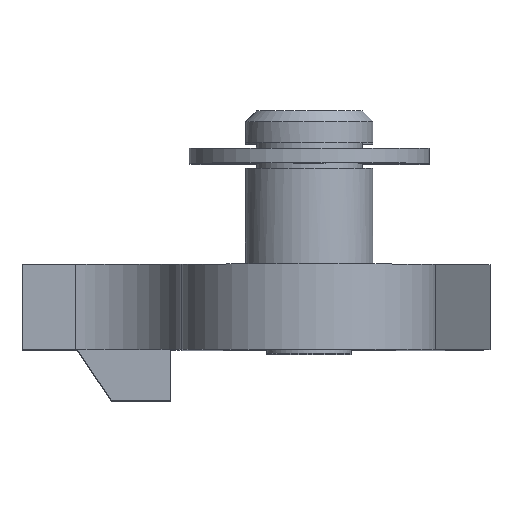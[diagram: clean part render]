
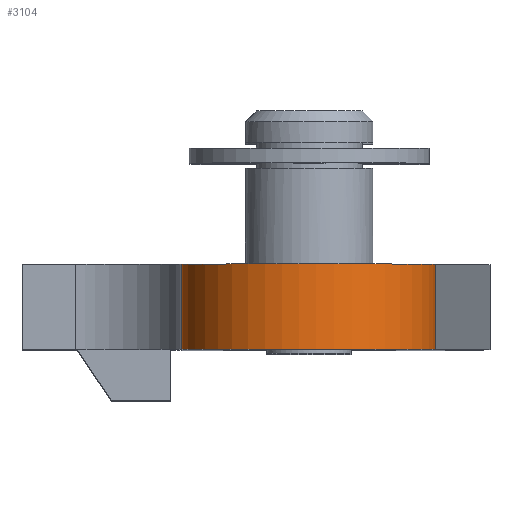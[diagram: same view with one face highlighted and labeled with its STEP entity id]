
A CAD part, top view. The second image highlights one B-rep face of the part: STEP entity #3104.
In plain terms, the highlighted free-form (B-spline) face has degree [1, 2] with [2, 5] control points.
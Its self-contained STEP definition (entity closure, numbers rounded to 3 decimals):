
#2797=CARTESIAN_POINT('',(4.,6.,18.));
#2798=VERTEX_POINT('',#2797);
#2804=CARTESIAN_POINT('',(4.,-5.945,18.808));
#2805=VERTEX_POINT('',#2804);
#2806=CARTESIAN_POINT('',(4.,6.,18.));
#2807=CARTESIAN_POINT('',(4.,6.,23.608));
#2808=CARTESIAN_POINT('',(4.,0.405,23.986));
#2809=CARTESIAN_POINT('',(4.,-5.191,24.365));
#2810=CARTESIAN_POINT('',(4.,-5.945,18.808));
#2818=(BOUNDED_CURVE()B_SPLINE_CURVE(2,(#2806,#2807,#2808,#2809,#2810),.UNSPECIFIED.,.F.,.U.)B_SPLINE_CURVE_WITH_KNOTS((3,2,3),(0.0,0.5,1.0),.UNSPECIFIED.)CURVE()GEOMETRIC_REPRESENTATION_ITEM()RATIONAL_B_SPLINE_CURVE((1.0,0.731,1.0,0.731,1.0))REPRESENTATION_ITEM(''));
#2819=EDGE_CURVE('',#2798,#2805,#2818,.T.);
#2957=CARTESIAN_POINT('',(0.,6.,18.));
#2958=VERTEX_POINT('',#2957);
#2964=CARTESIAN_POINT('',(0.,6.,18.));
#2965=CARTESIAN_POINT('',(4.,6.,18.));
#2966=QUASI_UNIFORM_CURVE('',1,(#2964,#2965),.UNSPECIFIED.,.F.,.U.);
#2967=EDGE_CURVE('',#2958,#2798,#2966,.T.);
#3060=CARTESIAN_POINT('',(-0.1,-5.972,18.575));
#3061=CARTESIAN_POINT('',(4.103,-5.972,18.575));
#3062=CARTESIAN_POINT('',(-0.1,-5.402,24.496));
#3063=CARTESIAN_POINT('',(4.103,-5.402,24.496));
#3064=CARTESIAN_POINT('',(-0.1,0.523,23.977));
#3065=CARTESIAN_POINT('',(4.103,0.523,23.977));
#3066=CARTESIAN_POINT('',(-0.1,6.448,23.459));
#3067=CARTESIAN_POINT('',(4.103,6.448,23.459));
#3068=CARTESIAN_POINT('',(-0.1,5.982,17.529));
#3069=CARTESIAN_POINT('',(4.103,5.982,17.529));
#3077=(BOUNDED_SURFACE()B_SPLINE_SURFACE(1,2,((#3060,#3062,#3064,#3066,#3068),(#3061,#3063,#3065,#3067,#3069)),.UNSPECIFIED.,.F.,.F.,.U.)B_SPLINE_SURFACE_WITH_KNOTS((2,2),(3,2,3),(0.0,4.203),(0.0,9.88,19.76),.UNSPECIFIED.)GEOMETRIC_REPRESENTATION_ITEM()RATIONAL_B_SPLINE_SURFACE(((1.0,0.71,1.0,0.71,1.0),(1.0,0.71,1.0,0.71,1.0)))REPRESENTATION_ITEM('')SURFACE());
#3078=ORIENTED_EDGE('',*,*,#2819,.F.);
#3079=ORIENTED_EDGE('',*,*,#2967,.F.);
#3080=CARTESIAN_POINT('',(0.,-5.945,18.808));
#3081=VERTEX_POINT('',#3080);
#3082=CARTESIAN_POINT('',(0.,6.,18.));
#3083=CARTESIAN_POINT('',(0.,6.,23.608));
#3084=CARTESIAN_POINT('',(0.,0.405,23.986));
#3085=CARTESIAN_POINT('',(0.,-5.191,24.365));
#3086=CARTESIAN_POINT('',(0.,-5.945,18.808));
#3094=(BOUNDED_CURVE()B_SPLINE_CURVE(2,(#3082,#3083,#3084,#3085,#3086),.UNSPECIFIED.,.F.,.U.)B_SPLINE_CURVE_WITH_KNOTS((3,2,3),(0.0,0.5,1.0),.UNSPECIFIED.)CURVE()GEOMETRIC_REPRESENTATION_ITEM()RATIONAL_B_SPLINE_CURVE((1.0,0.731,1.0,0.731,1.0))REPRESENTATION_ITEM(''));
#3095=EDGE_CURVE('',#2958,#3081,#3094,.T.);
#3096=ORIENTED_EDGE('',*,*,#3095,.T.);
#3097=CARTESIAN_POINT('',(0.,-5.945,18.808));
#3098=CARTESIAN_POINT('',(4.,-5.945,18.808));
#3099=QUASI_UNIFORM_CURVE('',1,(#3097,#3098),.UNSPECIFIED.,.F.,.U.);
#3100=EDGE_CURVE('',#3081,#2805,#3099,.T.);
#3101=ORIENTED_EDGE('',*,*,#3100,.T.);
#3102=EDGE_LOOP('',(#3078,#3079,#3096,#3101));
#3103=FACE_OUTER_BOUND('',#3102,.T.);
#3104=ADVANCED_FACE('',(#3103),#3077,.T.);
